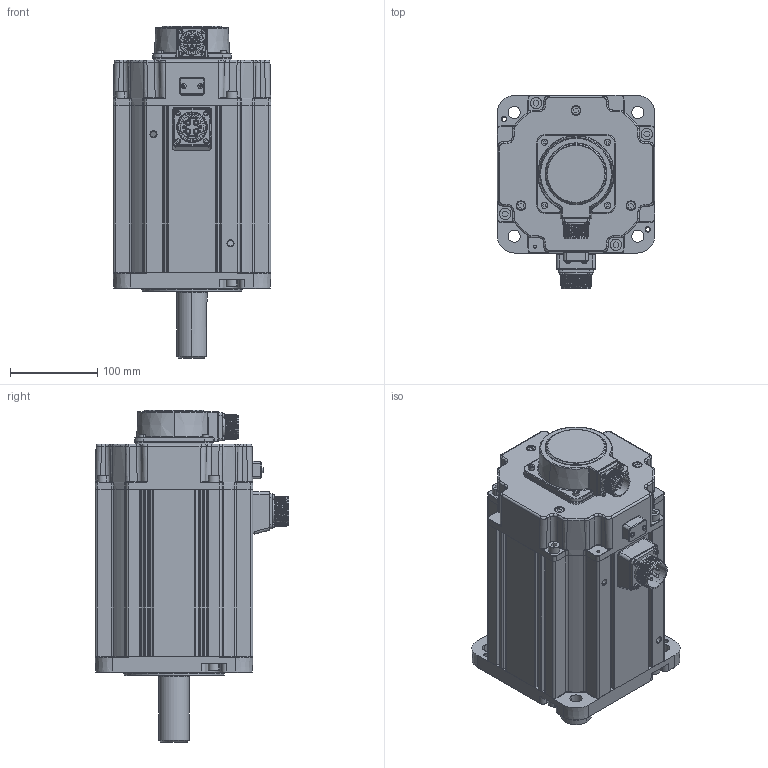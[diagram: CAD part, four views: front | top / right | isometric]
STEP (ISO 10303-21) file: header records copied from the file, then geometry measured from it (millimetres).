
FILE_DESCRIPTION (( 'STEP AP203' ), '1' );
FILE_NAME ('MS6G-180CN15EZ2-47P5.STEP', '2025-04-19T04:56:48', ( '' ), ( '' ), 'SwSTEP 2.0', 'SolidWorks 2022', '' );
FILE_SCHEMA (( 'CONFIG_CONTROL_DESIGN' ));
Products named in the file (1): MS6G-180CN15EZ2-47P5
Bounding box: 180 x 221.1 x 379.5 mm (x, y, z)
Volume: 7525752.7 mm3; surface area: 527835.2 mm2
Topology: 42 solids, 42 shells, 4081 faces, 10532 edges, 6727 vertices
Faces by surface type: plane 1814, cylinder 974, bspline 772, cone 259, torus 213, sphere 49
Entity records: 164452 total; most frequent: CARTESIAN_POINT 70436, ORIENTED_EDGE 20848, DIRECTION 17430, EDGE_CURVE 10424, VERTEX_POINT 6727, AXIS2_PLACEMENT_3D 5920, VECTOR 5590, LINE 5590
